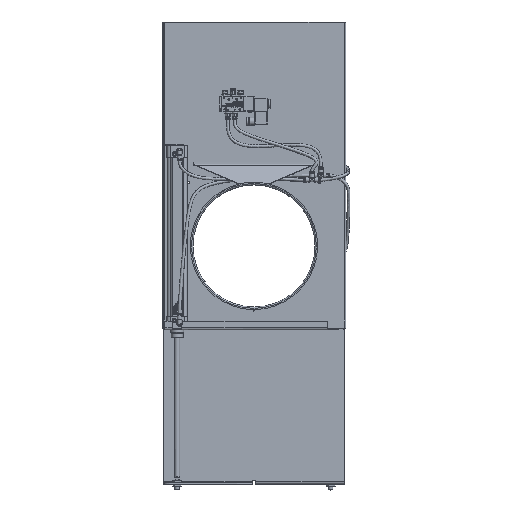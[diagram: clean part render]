
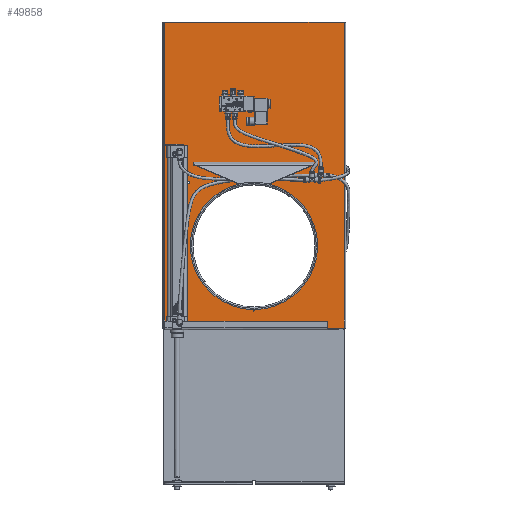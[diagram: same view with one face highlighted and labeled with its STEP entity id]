
A CAD part, top view. The second image highlights one B-rep face of the part: STEP entity #49858.
In plain terms, the highlighted planar face has unit normal (0, 0, 1).
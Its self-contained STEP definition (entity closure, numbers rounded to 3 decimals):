
#3707=PLANE('',#52854);
#5414=LINE('',#66316,#10283);
#5416=LINE('',#66323,#10285);
#5432=LINE('',#66360,#10301);
#5446=LINE('',#66396,#10315);
#10283=VECTOR('',#55768,411.);
#10285=VECTOR('',#55774,701.);
#10301=VECTOR('',#55814,411.);
#10315=VECTOR('',#55856,701.);
#15138=FACE_BOUND('',#18731,.T.);
#15139=FACE_BOUND('',#18732,.T.);
#15140=FACE_BOUND('',#18733,.T.);
#15141=FACE_BOUND('',#18734,.T.);
#15142=FACE_BOUND('',#18735,.T.);
#15768=FACE_OUTER_BOUND('',#18730,.T.);
#18730=EDGE_LOOP('',(#35243,#35244,#35245,#35246));
#18731=EDGE_LOOP('',(#35247));
#18732=EDGE_LOOP('',(#35248));
#18733=EDGE_LOOP('',(#35249));
#18734=EDGE_LOOP('',(#35250));
#18735=EDGE_LOOP('',(#35251));
#22175=CIRCLE('',#52776,3.);
#22177=CIRCLE('',#52779,3.);
#22179=CIRCLE('',#52782,1.5);
#22181=CIRCLE('',#52785,1.5);
#22189=CIRCLE('',#52812,141.);
#22800=VERTEX_POINT('',#66092);
#22802=VERTEX_POINT('',#66097);
#22804=VERTEX_POINT('',#66102);
#22806=VERTEX_POINT('',#66107);
#22838=VERTEX_POINT('',#66283);
#22845=VERTEX_POINT('',#66305);
#22846=VERTEX_POINT('',#66309);
#22849=VERTEX_POINT('',#66321);
#22858=VERTEX_POINT('',#66358);
#27721=EDGE_CURVE('',#22800,#22800,#22175,.T.);
#27723=EDGE_CURVE('',#22802,#22802,#22177,.T.);
#27725=EDGE_CURVE('',#22804,#22804,#22179,.T.);
#27727=EDGE_CURVE('',#22806,#22806,#22181,.T.);
#27776=EDGE_CURVE('',#22838,#22838,#22189,.T.);
#27792=EDGE_CURVE('',#22846,#22845,#5414,.T.);
#27795=EDGE_CURVE('',#22846,#22849,#5416,.T.);
#27814=EDGE_CURVE('',#22858,#22849,#5432,.T.);
#27832=EDGE_CURVE('',#22858,#22845,#5446,.T.);
#35243=ORIENTED_EDGE('',*,*,#27795,.T.);
#35244=ORIENTED_EDGE('',*,*,#27814,.F.);
#35245=ORIENTED_EDGE('',*,*,#27832,.T.);
#35246=ORIENTED_EDGE('',*,*,#27792,.F.);
#35247=ORIENTED_EDGE('',*,*,#27721,.T.);
#35248=ORIENTED_EDGE('',*,*,#27723,.T.);
#35249=ORIENTED_EDGE('',*,*,#27725,.T.);
#35250=ORIENTED_EDGE('',*,*,#27727,.T.);
#35251=ORIENTED_EDGE('',*,*,#27776,.T.);
#49858=ADVANCED_FACE('',(#15768,#15138,#15139,#15140,#15141,#15142),#3707,
 .T.);
#52776=AXIS2_PLACEMENT_3D('',#66093,#55623,#55624);
#52779=AXIS2_PLACEMENT_3D('',#66098,#55629,#55630);
#52782=AXIS2_PLACEMENT_3D('',#66103,#55635,#55636);
#52785=AXIS2_PLACEMENT_3D('',#66108,#55641,#55642);
#52812=AXIS2_PLACEMENT_3D('',#66284,#55730,#55731);
#52854=AXIS2_PLACEMENT_3D('',#66397,#55857,#55858);
#55623=DIRECTION('center_axis',(0.,0.,-1.));
#55624=DIRECTION('ref_axis',(1.,0.,0.));
#55629=DIRECTION('center_axis',(0.,0.,-1.));
#55630=DIRECTION('ref_axis',(1.,0.,0.));
#55635=DIRECTION('center_axis',(0.,0.,-1.));
#55636=DIRECTION('ref_axis',(1.,0.,0.));
#55641=DIRECTION('center_axis',(0.,0.,-1.));
#55642=DIRECTION('ref_axis',(1.,0.,0.));
#55730=DIRECTION('center_axis',(0.,0.,-1.));
#55731=DIRECTION('ref_axis',(1.,0.,0.));
#55768=DIRECTION('',(1.,0.,0.));
#55774=DIRECTION('',(0.,-1.,0.));
#55814=DIRECTION('',(-1.,0.,0.));
#55856=DIRECTION('',(0.,1.,0.));
#55857=DIRECTION('center_axis',(0.,0.,1.));
#55858=DIRECTION('ref_axis',(1.,0.,0.));
#66092=CARTESIAN_POINT('',(-146.,17.5,2.));
#66093=CARTESIAN_POINT('Origin',(-149.,17.5,2.));
#66097=CARTESIAN_POINT('',(154.,17.5,2.));
#66098=CARTESIAN_POINT('Origin',(151.,17.5,2.));
#66102=CARTESIAN_POINT('',(2.5,15.,2.));
#66103=CARTESIAN_POINT('Origin',(1.,15.,2.));
#66107=CARTESIAN_POINT('',(2.5,310.,2.));
#66108=CARTESIAN_POINT('Origin',(1.,310.,2.));
#66283=CARTESIAN_POINT('',(142.,162.5,2.));
#66284=CARTESIAN_POINT('Origin',(1.,162.5,2.));
#66305=CARTESIAN_POINT('',(205.5,350.5,2.));
#66309=CARTESIAN_POINT('',(-205.5,350.5,2.));
#66316=CARTESIAN_POINT('',(-209.5,350.5,2.));
#66321=CARTESIAN_POINT('',(-205.5,-350.5,2.));
#66323=CARTESIAN_POINT('',(-205.5,175.25,2.));
#66358=CARTESIAN_POINT('',(205.5,-350.5,2.));
#66360=CARTESIAN_POINT('',(209.5,-350.5,2.));
#66396=CARTESIAN_POINT('',(205.5,175.25,2.));
#66397=CARTESIAN_POINT('Origin',(0.,0.,
2.));
